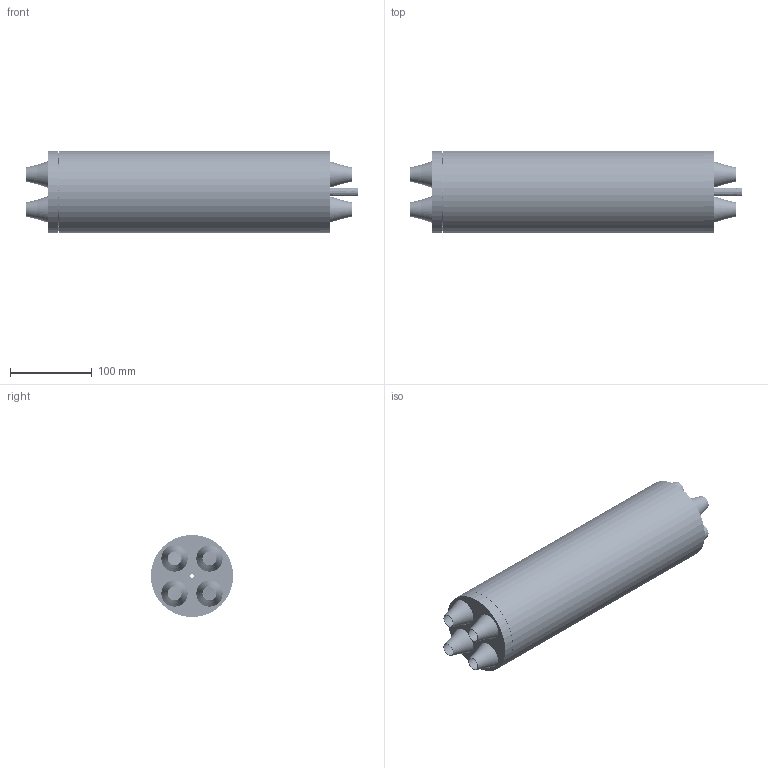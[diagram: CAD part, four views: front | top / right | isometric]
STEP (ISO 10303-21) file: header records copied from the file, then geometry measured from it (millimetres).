
FILE_DESCRIPTION(('FreeCAD Model'),'2;1');
FILE_NAME('Open CASCADE Shape Model','2025-05-03T06:53:45',('FreeCAD'),( 'FreeCAD'),'Open CASCADE STEP processor 7.6','FreeCAD','Unknown');
FILE_SCHEMA(('AUTOMOTIVE_DESIGN { 1 0 10303 214 1 1 1 1 }'));
Products named in the file (1): Open CASCADE STEP translator 7.6 1
Bounding box: 405.78 x 100.52 x 100.32 mm (x, y, z)
Volume: 830420 mm3; surface area: 1150683.3 mm2
Topology: 4 solids, 4 shells, 1659 faces, 3607 edges, 1964 vertices
Faces by surface type: bspline 1659
Entity records: 89027 total; most frequent: CARTESIAN_POINT 66135, ORIENTED_EDGE 7214, EDGE_CURVE 3607, B_SPLINE_CURVE_WITH_KNOTS 3483, VERTEX_POINT 1964, FACE_BOUND 1691, EDGE_LOOP 1691, ADVANCED_FACE 1659
